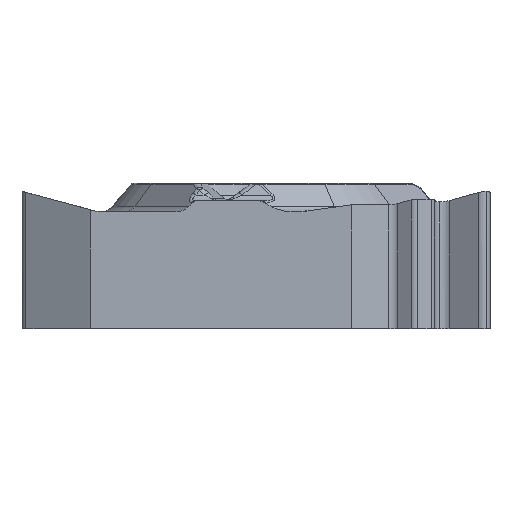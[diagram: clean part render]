
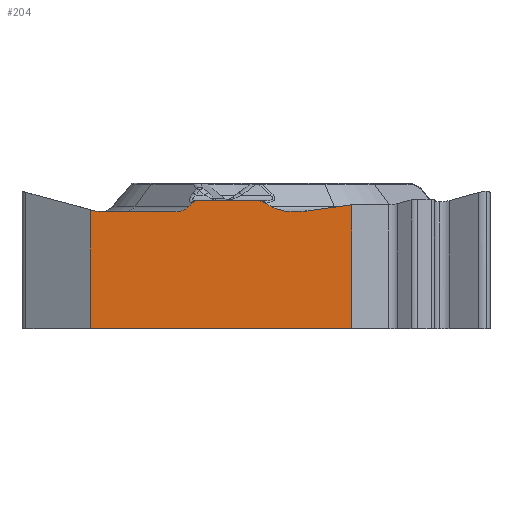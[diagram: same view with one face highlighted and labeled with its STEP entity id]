
A CAD part, left-side view. The second image highlights one B-rep face of the part: STEP entity #204.
In plain terms, the highlighted planar face has unit normal (-1, 0, 0).
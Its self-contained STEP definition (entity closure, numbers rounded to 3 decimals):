
#204=ADVANCED_FACE('',(#470),#414,.F.);
#414=PLANE('',#3571);
#470=FACE_OUTER_BOUND('',#674,.T.);
#674=EDGE_LOOP('',(#1161,#1162,#1163,#1164,#1165,#1166,#1167,#1168,#1169,
#1170,#1171,#1172,#1173,#1174,#1175,#1176));
#889=CIRCLE('',#3570,0.415);
#1044=ELLIPSE('',#3565,0.83,0.415);
#1045=ELLIPSE('',#3566,0.83,0.415);
#1046=ELLIPSE('',#3567,0.3,0.15);
#1047=ELLIPSE('',#3568,0.177,0.15);
#1048=ELLIPSE('',#3569,0.489,0.415);
#1161=ORIENTED_EDGE('',*,*,#2509,.F.);
#1162=ORIENTED_EDGE('',*,*,#2510,.T.);
#1163=ORIENTED_EDGE('',*,*,#2511,.F.);
#1164=ORIENTED_EDGE('',*,*,#2512,.T.);
#1165=ORIENTED_EDGE('',*,*,#2513,.T.);
#1166=ORIENTED_EDGE('',*,*,#2514,.F.);
#1167=ORIENTED_EDGE('',*,*,#2515,.T.);
#1168=ORIENTED_EDGE('',*,*,#2516,.T.);
#1169=ORIENTED_EDGE('',*,*,#2517,.F.);
#1170=ORIENTED_EDGE('',*,*,#2518,.T.);
#1171=ORIENTED_EDGE('',*,*,#2519,.F.);
#1172=ORIENTED_EDGE('',*,*,#2520,.T.);
#1173=ORIENTED_EDGE('',*,*,#2521,.T.);
#1174=ORIENTED_EDGE('',*,*,#2522,.F.);
#1175=ORIENTED_EDGE('',*,*,#2523,.T.);
#1176=ORIENTED_EDGE('',*,*,#2524,.T.);
#2193=VERTEX_POINT('',#5428);
#2194=VERTEX_POINT('',#5429);
#2195=VERTEX_POINT('',#5431);
#2196=VERTEX_POINT('',#5433);
#2197=VERTEX_POINT('',#5435);
#2198=VERTEX_POINT('',#5437);
#2199=VERTEX_POINT('',#5439);
#2200=VERTEX_POINT('',#5441);
#2201=VERTEX_POINT('',#5443);
#2202=VERTEX_POINT('',#5445);
#2203=VERTEX_POINT('',#5447);
#2204=VERTEX_POINT('',#5449);
#2205=VERTEX_POINT('',#5451);
#2206=VERTEX_POINT('',#5453);
#2207=VERTEX_POINT('',#5455);
#2208=VERTEX_POINT('',#5457);
#2509=EDGE_CURVE('',#2193,#2194,#3008,.T.);
#2510=EDGE_CURVE('',#2193,#2195,#3009,.T.);
#2511=EDGE_CURVE('',#2196,#2195,#3010,.T.);
#2512=EDGE_CURVE('',#2196,#2197,#3011,.T.);
#2513=EDGE_CURVE('',#2197,#2198,#1044,.T.);
#2514=EDGE_CURVE('',#2199,#2198,#3012,.T.);
#2515=EDGE_CURVE('',#2199,#2200,#1045,.T.);
#2516=EDGE_CURVE('',#2200,#2201,#3013,.T.);
#2517=EDGE_CURVE('',#2202,#2201,#1046,.T.);
#2518=EDGE_CURVE('',#2202,#2203,#3014,.T.);
#2519=EDGE_CURVE('',#2204,#2203,#1047,.T.);
#2520=EDGE_CURVE('',#2204,#2205,#3015,.T.);
#2521=EDGE_CURVE('',#2205,#2206,#1048,.T.);
#2522=EDGE_CURVE('',#2207,#2206,#3016,.T.);
#2523=EDGE_CURVE('',#2207,#2208,#889,.T.);
#2524=EDGE_CURVE('',#2208,#2194,#3017,.T.);
#3008=LINE('',#5427,#3248);
#3009=LINE('',#5430,#3249);
#3010=LINE('',#5432,#3250);
#3011=LINE('',#5434,#3251);
#3012=LINE('',#5438,#3252);
#3013=LINE('',#5442,#3253);
#3014=LINE('',#5446,#3254);
#3015=LINE('',#5450,#3255);
#3016=LINE('',#5454,#3256);
#3017=LINE('',#5458,#3257);
#3248=VECTOR('',#4005,1.);
#3249=VECTOR('',#4006,1.);
#3250=VECTOR('',#4007,1.);
#3251=VECTOR('',#4008,1.);
#3252=VECTOR('',#4011,1.);
#3253=VECTOR('',#4014,1.);
#3254=VECTOR('',#4017,1.);
#3255=VECTOR('',#4020,1.);
#3256=VECTOR('',#4023,1.);
#3257=VECTOR('',#4026,1.);
#3565=AXIS2_PLACEMENT_3D('',#5436,#4009,#4010);
#3566=AXIS2_PLACEMENT_3D('',#5440,#4012,#4013);
#3567=AXIS2_PLACEMENT_3D('',#5444,#4015,#4016);
#3568=AXIS2_PLACEMENT_3D('',#5448,#4018,#4019);
#3569=AXIS2_PLACEMENT_3D('',#5452,#4021,#4022);
#3570=AXIS2_PLACEMENT_3D('',#5456,#4024,#4025);
#3571=AXIS2_PLACEMENT_3D('',#5459,#4027,#4028);
#4005=DIRECTION('',(0.,0.,1.));
#4006=DIRECTION('',(0.,-1.,0.));
#4007=DIRECTION('',(0.,0.,-1.));
#4008=DIRECTION('',(0.,0.991,-0.133));
#4009=DIRECTION('',(1.,0.,0.));
#4010=DIRECTION('',(0.,1.,0.));
#4011=DIRECTION('',(0.,-1.,0.));
#4012=DIRECTION('',(1.,0.,0.));
#4013=DIRECTION('',(0.,-1.,0.));
#4014=DIRECTION('',(0.,0.859,0.512));
#4015=DIRECTION('',(1.,0.,0.));
#4016=DIRECTION('',(0.,1.,0.));
#4017=DIRECTION('',(0.,1.,0.));
#4018=DIRECTION('',(1.,0.,0.));
#4019=DIRECTION('',(0.,1.,0.));
#4020=DIRECTION('',(0.,0.703,-0.711));
#4021=DIRECTION('',(1.,0.,0.));
#4022=DIRECTION('',(0.,-1.,0.));
#4023=DIRECTION('',(0.,-1.,0.));
#4024=DIRECTION('',(1.,0.,0.));
#4025=DIRECTION('',(0.,0.,-1.));
#4026=DIRECTION('',(0.,0.966,0.259));
#4027=DIRECTION('',(1.,0.,0.));
#4028=DIRECTION('',(0.,0.,-1.));
#5427=CARTESIAN_POINT('',(-4.763,4.919,0.));
#5428=CARTESIAN_POINT('',(-4.763,4.919,-3.97));
#5429=CARTESIAN_POINT('',(-4.763,4.919,-0.531));
#5430=CARTESIAN_POINT('',(-4.763,-3.173,-3.97));
#5431=CARTESIAN_POINT('',(-4.763,-2.643,-3.97));
#5432=CARTESIAN_POINT('',(-4.763,-2.643,0.));
#5433=CARTESIAN_POINT('',(-4.763,-2.643,-0.39));
#5434=CARTESIAN_POINT('',(-4.763,3.019,-1.148));
#5435=CARTESIAN_POINT('',(-4.763,-1.29,-0.571));
#5436=CARTESIAN_POINT('',(-4.763,-1.075,-0.17));
#5437=CARTESIAN_POINT('',(-4.763,-1.075,-0.585));
#5438=CARTESIAN_POINT('',(-4.763,3.173,-0.585));
#5439=CARTESIAN_POINT('',(-4.763,-0.946,-0.585));
#5440=CARTESIAN_POINT('',(-4.763,-0.946,-0.17));
#5441=CARTESIAN_POINT('',(-4.763,-0.31,-0.437));
#5442=CARTESIAN_POINT('',(-4.763,2.452,1.209));
#5443=CARTESIAN_POINT('',(-4.763,-0.12,-0.324));
#5444=CARTESIAN_POINT('',(-4.763,0.11,-0.42));
#5445=CARTESIAN_POINT('',(-4.763,0.11,-0.27));
#5446=CARTESIAN_POINT('',(-4.763,-3.173,-0.27));
#5447=CARTESIAN_POINT('',(-4.763,1.823,-0.27));
#5448=CARTESIAN_POINT('',(-4.763,1.823,-0.42));
#5449=CARTESIAN_POINT('',(-4.763,1.958,-0.324));
#5450=CARTESIAN_POINT('',(-4.763,-0.742,2.405));
#5451=CARTESIAN_POINT('',(-4.763,2.07,-0.437));
#5452=CARTESIAN_POINT('',(-4.763,2.445,-0.17));
#5453=CARTESIAN_POINT('',(-4.763,2.445,-0.585));
#5454=CARTESIAN_POINT('',(-4.763,-3.173,-0.585));
#5455=CARTESIAN_POINT('',(-4.763,4.662,-0.585));
#5456=CARTESIAN_POINT('',(-4.763,4.662,-0.17));
#5457=CARTESIAN_POINT('',(-4.763,4.77,-0.571));
#5458=CARTESIAN_POINT('',(-4.763,-2.498,-2.518));
#5459=CARTESIAN_POINT('',(-4.763,-3.173,0.));
